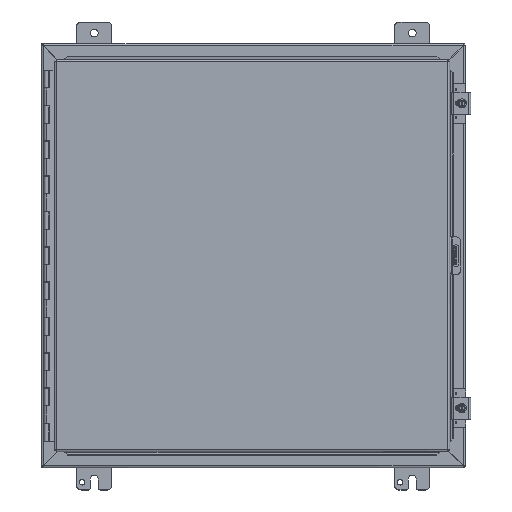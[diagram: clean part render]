
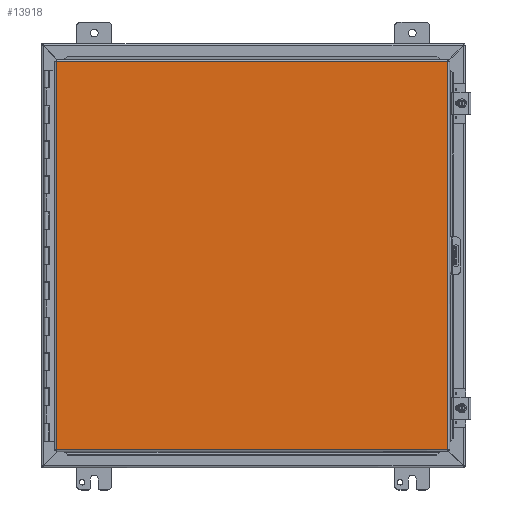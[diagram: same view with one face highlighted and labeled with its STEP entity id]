
A CAD part, top view. The second image highlights one B-rep face of the part: STEP entity #13918.
In plain terms, the highlighted face is planar.
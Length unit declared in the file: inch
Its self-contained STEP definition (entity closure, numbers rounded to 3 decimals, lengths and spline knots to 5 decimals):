
#13075=CARTESIAN_POINT('',(-11.08225,-10.9885,0.));
#13076=VERTEX_POINT('',#13075);
#13087=CARTESIAN_POINT('',(11.08225,-10.9885,0.));
#13088=VERTEX_POINT('',#13087);
#13089=CARTESIAN_POINT('',(11.08225,-10.9885,0.0));
#13090=DIRECTION('',(-1.0,0.0,0.0));
#13091=VECTOR('',#13090,22.1645);
#13092=LINE('',#13089,#13091);
#13093=EDGE_CURVE('',#13088,#13076,#13092,.T.);
#13209=CARTESIAN_POINT('',(-11.08225,10.9885,0.));
#13210=VERTEX_POINT('',#13209);
#13308=CARTESIAN_POINT('',(11.08225,10.9885,0.));
#13309=VERTEX_POINT('',#13308);
#13320=CARTESIAN_POINT('',(-11.08225,10.9885,0.0));
#13321=DIRECTION('',(1.0,0.0,0.0));
#13322=VECTOR('',#13321,22.1645);
#13323=LINE('',#13320,#13322);
#13324=EDGE_CURVE('',#13210,#13309,#13323,.T.);
#13629=CARTESIAN_POINT('',(-11.08225,-10.9885,0.0));
#13630=DIRECTION('',(0.0,1.0,0.0));
#13631=VECTOR('',#13630,21.977);
#13632=LINE('',#13629,#13631);
#13633=EDGE_CURVE('',#13076,#13210,#13632,.T.);
#13723=CARTESIAN_POINT('',(11.08225,10.9885,0.0));
#13724=DIRECTION('',(0.0,-1.0,0.0));
#13725=VECTOR('',#13724,21.977);
#13726=LINE('',#13723,#13725);
#13727=EDGE_CURVE('',#13309,#13088,#13726,.T.);
#13907=CARTESIAN_POINT('',(0.0,0.,0.0));
#13908=DIRECTION('',(0.0,0.0,1.0));
#13909=DIRECTION('',(1.0,0.0,0.0));
#13910=AXIS2_PLACEMENT_3D('',#13907,#13908,#13909);
#13911=PLANE('',#13910);
#13912=ORIENTED_EDGE('',*,*,#13633,.T.);
#13913=ORIENTED_EDGE('',*,*,#13324,.T.);
#13914=ORIENTED_EDGE('',*,*,#13727,.T.);
#13915=ORIENTED_EDGE('',*,*,#13093,.T.);
#13916=EDGE_LOOP('',(#13912,#13913,#13914,#13915));
#13917=FACE_OUTER_BOUND('',#13916,.T.);
#13918=ADVANCED_FACE('',(#13917),#13911,.F.);
